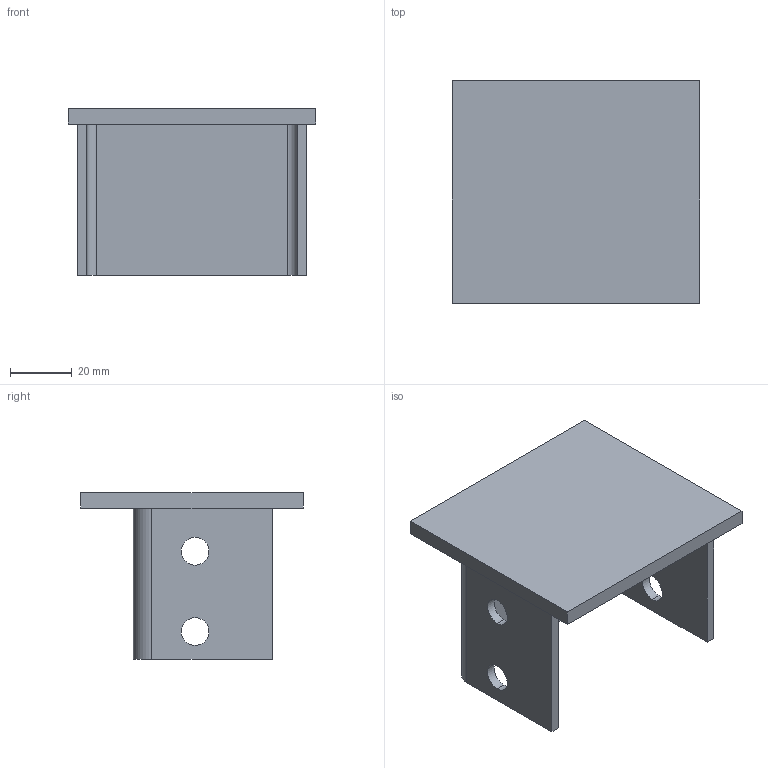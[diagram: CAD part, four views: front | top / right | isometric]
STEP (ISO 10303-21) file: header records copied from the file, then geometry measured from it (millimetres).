
FILE_DESCRIPTION (( 'STEP AP214' ), '1' );
FILE_NAME ('0010914_NR-EP_(A-02).step', '2019-09-24T09:21:16', ( '' ), ( '' ), 'SwSTEP 2.0', 'SolidWorks 2018', '' );
FILE_SCHEMA (( 'AUTOMOTIVE_DESIGN' ));
Length unit declared in the file: millimetre
Products named in the file (1): 0010914_NR-EP_(A-02)
Bounding box: 80 x 72 x 54 mm (x, y, z)
Volume: 50694.8 mm3; surface area: 29194.6 mm2
Topology: 2 solids, 2 shells, 28 faces, 72 edges, 48 vertices
Faces by surface type: plane 16, cylinder 12
Entity records: 919 total; most frequent: DIRECTION 154, CARTESIAN_POINT 149, ORIENTED_EDGE 144, EDGE_CURVE 72, AXIS2_PLACEMENT_3D 53, VERTEX_POINT 48, VECTOR 48, LINE 48
